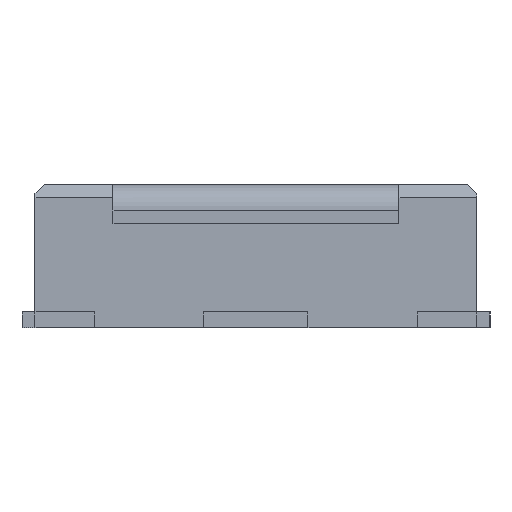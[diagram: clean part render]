
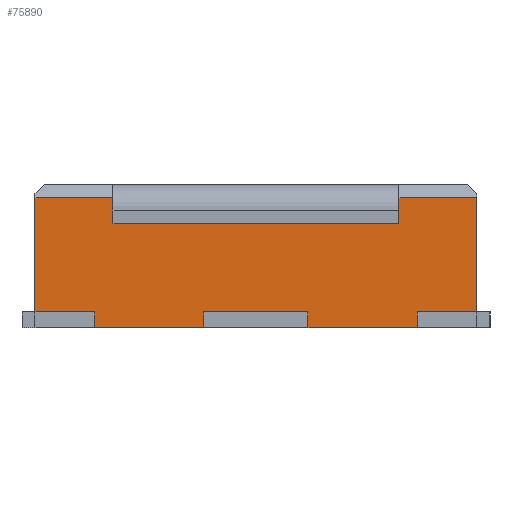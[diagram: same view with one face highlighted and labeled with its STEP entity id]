
A CAD part, left-side view. The second image highlights one B-rep face of the part: STEP entity #75890.
In plain terms, the highlighted planar face has unit normal (-1, 0, 0).
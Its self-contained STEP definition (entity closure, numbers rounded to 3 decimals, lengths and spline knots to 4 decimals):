
#16720=DIRECTION('',(0.,1.,0.));
#16721=VECTOR('',#16720,0.3);
#16722=CARTESIAN_POINT('',(-7.15,0.55,0.5));
#16723=LINE('',#16722,#16721);
#16733=DIRECTION('',(0.,0.,1.));
#16734=VECTOR('',#16733,0.1);
#16735=CARTESIAN_POINT('',(-7.15,0.55,0.4));
#16736=LINE('',#16735,#16734);
#16753=DIRECTION('',(0.,0.,-1.));
#16754=VECTOR('',#16753,0.1);
#16755=CARTESIAN_POINT('',(-7.15,-0.55,0.5));
#16756=LINE('',#16755,#16754);
#16766=DIRECTION('',(0.,1.,0.));
#16767=VECTOR('',#16766,0.3);
#16768=CARTESIAN_POINT('',(-7.15,-0.85,0.5));
#16769=LINE('',#16768,#16767);
#20855=DIRECTION('',(0.,-1.,0.));
#20856=VECTOR('',#20855,0.42);
#20857=CARTESIAN_POINT('',(-7.15,0.62,0.));
#20858=LINE('',#20857,#20856);
#20859=DIRECTION('',(0.,-1.,0.));
#20860=VECTOR('',#20859,0.42);
#20861=CARTESIAN_POINT('',(-7.15,-0.2,0.));
#20862=LINE('',#20861,#20860);
#21711=DIRECTION('',(0.,-1.,0.));
#21712=VECTOR('',#21711,0.4);
#21713=CARTESIAN_POINT('',(-7.15,0.2,0.06));
#21714=LINE('',#21713,#21712);
#21715=DIRECTION('',(0.,0.,1.));
#21716=VECTOR('',#21715,0.06);
#21717=CARTESIAN_POINT('',(-7.15,0.62,0.));
#21718=LINE('',#21717,#21716);
#21719=DIRECTION('',(0.,-1.,0.));
#21720=VECTOR('',#21719,0.23);
#21721=CARTESIAN_POINT('',(-7.15,0.85,0.06));
#21722=LINE('',#21721,#21720);
#21723=DIRECTION('',(0.,0.,1.));
#21724=VECTOR('',#21723,0.44);
#21725=CARTESIAN_POINT('',(-7.15,0.85,0.06));
#21726=LINE('',#21725,#21724);
#21727=DIRECTION('',(0.,0.,-1.));
#21728=VECTOR('',#21727,0.44);
#21729=CARTESIAN_POINT('',(-7.15,-0.85,0.5));
#21730=LINE('',#21729,#21728);
#21731=DIRECTION('',(0.,1.,0.));
#21732=VECTOR('',#21731,0.23);
#21733=CARTESIAN_POINT('',(-7.15,-0.85,0.06));
#21734=LINE('',#21733,#21732);
#21735=DIRECTION('',(0.,0.,1.));
#21736=VECTOR('',#21735,0.06);
#21737=CARTESIAN_POINT('',(-7.15,-0.62,0.));
#21738=LINE('',#21737,#21736);
#21739=DIRECTION('',(0.,0.,-1.));
#21740=VECTOR('',#21739,0.06);
#21741=CARTESIAN_POINT('',(-7.15,-0.2,0.06));
#21742=LINE('',#21741,#21740);
#21763=DIRECTION('',(0.,0.,-1.));
#21764=VECTOR('',#21763,0.06);
#21765=CARTESIAN_POINT('',(-7.15,0.2,0.06));
#21766=LINE('',#21765,#21764);
#21799=DIRECTION('',(0.,1.,0.));
#21800=VECTOR('',#21799,1.1);
#21801=CARTESIAN_POINT('',(-7.15,-0.55,0.4));
#21802=LINE('',#21801,#21800);
#43195=CARTESIAN_POINT('',(-7.15,-0.85,0.5));
#43197=VERTEX_POINT('',#43195);
#43255=CARTESIAN_POINT('',(-7.15,0.85,0.5));
#43256=VERTEX_POINT('',#43255);
#44405=CARTESIAN_POINT('',(-7.15,-0.55,0.5));
#44406=VERTEX_POINT('',#44405);
#44407=CARTESIAN_POINT('',(-7.15,-0.55,0.4));
#44408=VERTEX_POINT('',#44407);
#44413=CARTESIAN_POINT('',(-7.15,0.55,0.5));
#44414=VERTEX_POINT('',#44413);
#44415=CARTESIAN_POINT('',(-7.15,0.55,0.4));
#44416=VERTEX_POINT('',#44415);
#45289=CARTESIAN_POINT('',(-7.15,-0.62,0.));
#45290=CARTESIAN_POINT('',(-7.15,-0.62,0.06));
#45291=VERTEX_POINT('',#45289);
#45292=VERTEX_POINT('',#45290);
#45293=CARTESIAN_POINT('',(-7.15,0.62,0.));
#45294=CARTESIAN_POINT('',(-7.15,0.62,0.06));
#45295=VERTEX_POINT('',#45293);
#45296=VERTEX_POINT('',#45294);
#45297=CARTESIAN_POINT('',(-7.15,0.85,0.06));
#45298=VERTEX_POINT('',#45297);
#45299=CARTESIAN_POINT('',(-7.15,-0.85,0.06));
#45300=VERTEX_POINT('',#45299);
#52772=CARTESIAN_POINT('',(-7.15,-0.2,0.06));
#52773=CARTESIAN_POINT('',(-7.15,-0.2,0.));
#52774=VERTEX_POINT('',#52772);
#52775=VERTEX_POINT('',#52773);
#52776=CARTESIAN_POINT('',(-7.15,0.2,0.06));
#52777=CARTESIAN_POINT('',(-7.15,0.2,0.));
#52778=VERTEX_POINT('',#52776);
#52779=VERTEX_POINT('',#52777);
#75858=CARTESIAN_POINT('',(-7.15,0.,0.));
#75859=DIRECTION('',(-1.,0.,0.));
#75860=DIRECTION('',(0.,-1.,0.));
#75861=AXIS2_PLACEMENT_3D('',#75858,#75859,#75860);
#75862=PLANE('',#75861);
#75863=ORIENTED_EDGE('',*,*,#75209,.F.);
#75865=ORIENTED_EDGE('',*,*,#75864,.F.);
#75867=ORIENTED_EDGE('',*,*,#75866,.F.);
#75869=ORIENTED_EDGE('',*,*,#75868,.T.);
#75870=ORIENTED_EDGE('',*,*,#75201,.F.);
#75872=ORIENTED_EDGE('',*,*,#75871,.T.);
#75874=ORIENTED_EDGE('',*,*,#75873,.F.);
#75875=ORIENTED_EDGE('',*,*,#75187,.T.);
#75876=ORIENTED_EDGE('',*,*,#72837,.F.);
#75877=ORIENTED_EDGE('',*,*,#72859,.F.);
#75879=ORIENTED_EDGE('',*,*,#75878,.F.);
#75880=ORIENTED_EDGE('',*,*,#72899,.F.);
#75881=ORIENTED_EDGE('',*,*,#72920,.F.);
#75883=ORIENTED_EDGE('',*,*,#75882,.T.);
#75885=ORIENTED_EDGE('',*,*,#75884,.T.);
#75887=ORIENTED_EDGE('',*,*,#75886,.F.);
#75888=EDGE_LOOP('',(#75863,#75865,#75867,#75869,#75870,#75872,#75874,#75875,
#75876,#75877,#75879,#75880,#75881,#75883,#75885,#75887));
#75889=FACE_OUTER_BOUND('',#75888,.F.);
#75890=ADVANCED_FACE('',(#75889),#75862,.T.);
#72837=EDGE_CURVE('',#44414,#43256,#16723,.T.);
#72859=EDGE_CURVE('',#44416,#44414,#16736,.T.);
#72899=EDGE_CURVE('',#44406,#44408,#16756,.T.);
#72920=EDGE_CURVE('',#43197,#44406,#16769,.T.);
#75187=EDGE_CURVE('',#45298,#43256,#21726,.T.);
#75201=EDGE_CURVE('',#45295,#52779,#20858,.T.);
#75209=EDGE_CURVE('',#52775,#45291,#20862,.T.);
#75864=EDGE_CURVE('',#52774,#52775,#21742,.T.);
#75866=EDGE_CURVE('',#52778,#52774,#21714,.T.);
#75868=EDGE_CURVE('',#52778,#52779,#21766,.T.);
#75871=EDGE_CURVE('',#45295,#45296,#21718,.T.);
#75873=EDGE_CURVE('',#45298,#45296,#21722,.T.);
#75878=EDGE_CURVE('',#44408,#44416,#21802,.T.);
#75882=EDGE_CURVE('',#43197,#45300,#21730,.T.);
#75884=EDGE_CURVE('',#45300,#45292,#21734,.T.);
#75886=EDGE_CURVE('',#45291,#45292,#21738,.T.);
